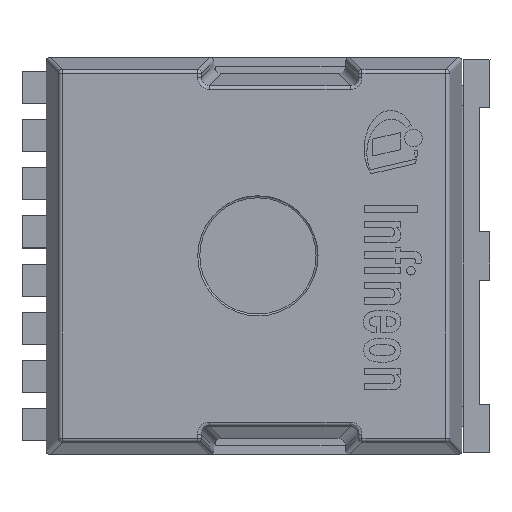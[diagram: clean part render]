
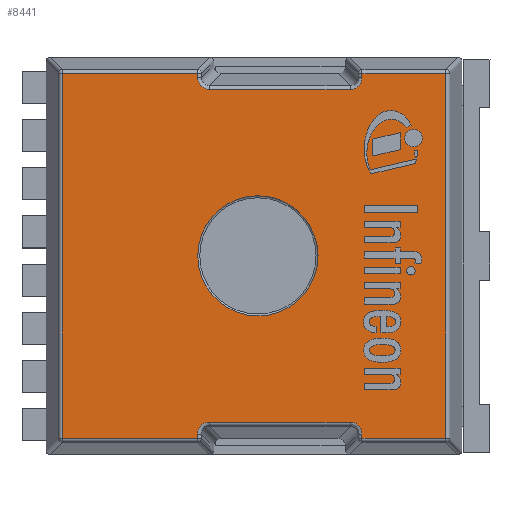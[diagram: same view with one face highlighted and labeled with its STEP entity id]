
A CAD part, top view. The second image highlights one B-rep face of the part: STEP entity #8441.
In plain terms, the highlighted planar face has unit normal (0, 0, 1).
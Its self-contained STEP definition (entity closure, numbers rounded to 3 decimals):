
#69=ELLIPSE('',#8952,0.309,0.3);
#72=ELLIPSE('',#8958,0.309,0.3);
#77=ELLIPSE('',#8988,0.309,0.3);
#79=ELLIPSE('',#8993,0.309,0.3);
#106=LINE('',#12480,#1005);
#109=LINE('',#12492,#1008);
#115=LINE('',#12570,#1014);
#121=LINE('',#12586,#1020);
#125=LINE('',#12612,#1024);
#128=LINE('',#12621,#1027);
#129=LINE('',#12656,#1028);
#131=LINE('',#12689,#1030);
#142=LINE('',#12717,#1041);
#143=LINE('',#12718,#1042);
#144=LINE('',#12720,#1043);
#145=LINE('',#12721,#1044);
#1005=VECTOR('',#9838,1.);
#1008=VECTOR('',#9849,1.);
#1014=VECTOR('',#9883,0.1);
#1020=VECTOR('',#9901,1.);
#1024=VECTOR('',#9929,1.);
#1027=VECTOR('',#9938,1.);
#1028=VECTOR('',#9949,1.);
#1030=VECTOR('',#9959,1.);
#1041=VECTOR('',#9990,1.);
#1042=VECTOR('',#9991,1.);
#1043=VECTOR('',#9992,1.);
#1044=VECTOR('',#9993,1.);
#1933=PLANE('',#9005);
#2401=FACE_BOUND('',#2946,.T.);
#2441=FACE_OUTER_BOUND('',#2945,.T.);
#2945=EDGE_LOOP('',(#5980,#5981,#5982,#5983,#5984,#5985,#5986,#5987,#5988,
#5989,#5990,#5991,#5992,#5993,#5994,#5995));
#2946=EDGE_LOOP('',(#5996));
#3423=CIRCLE('',#8939,1.5);
#3762=VERTEX_POINT('',#12462);
#3763=VERTEX_POINT('',#12466);
#3768=VERTEX_POINT('',#12479);
#3770=VERTEX_POINT('',#12485);
#3773=VERTEX_POINT('',#12490);
#3777=VERTEX_POINT('',#12557);
#3780=VERTEX_POINT('',#12564);
#3785=VERTEX_POINT('',#12585);
#3788=VERTEX_POINT('',#12592);
#3793=VERTEX_POINT('',#12605);
#3795=VERTEX_POINT('',#12611);
#3798=VERTEX_POINT('',#12619);
#3800=VERTEX_POINT('',#12648);
#3802=VERTEX_POINT('',#12654);
#3804=VERTEX_POINT('',#12684);
#3811=VERTEX_POINT('',#12716);
#3812=VERTEX_POINT('',#12719);
#4587=EDGE_CURVE('',#3762,#3762,#3423,.T.);
#4594=EDGE_CURVE('',#3763,#3768,#106,.T.);
#4600=EDGE_CURVE('',#3773,#3770,#109,.T.);
#4601=EDGE_CURVE('',#3768,#3773,#69,.T.);
#4609=EDGE_CURVE('',#3770,#3777,#72,.T.);
#4615=EDGE_CURVE('',#3777,#3780,#115,.T.);
#4623=EDGE_CURVE('',#3780,#3785,#121,.T.);
#4635=EDGE_CURVE('',#3793,#3795,#125,.T.);
#4640=EDGE_CURVE('',#3798,#3793,#128,.T.);
#4642=EDGE_CURVE('',#3800,#3798,#77,.T.);
#4645=EDGE_CURVE('',#3802,#3800,#129,.T.);
#4648=EDGE_CURVE('',#3804,#3802,#79,.T.);
#4650=EDGE_CURVE('',#3788,#3804,#131,.T.);
#4664=EDGE_CURVE('',#3811,#3763,#142,.T.);
#4665=EDGE_CURVE('',#3795,#3811,#143,.T.);
#4666=EDGE_CURVE('',#3812,#3788,#144,.T.);
#4667=EDGE_CURVE('',#3785,#3812,#145,.T.);
#5980=ORIENTED_EDGE('',*,*,#4594,.F.);
#5981=ORIENTED_EDGE('',*,*,#4664,.F.);
#5982=ORIENTED_EDGE('',*,*,#4665,.F.);
#5983=ORIENTED_EDGE('',*,*,#4635,.F.);
#5984=ORIENTED_EDGE('',*,*,#4640,.F.);
#5985=ORIENTED_EDGE('',*,*,#4642,.F.);
#5986=ORIENTED_EDGE('',*,*,#4645,.F.);
#5987=ORIENTED_EDGE('',*,*,#4648,.F.);
#5988=ORIENTED_EDGE('',*,*,#4650,.F.);
#5989=ORIENTED_EDGE('',*,*,#4666,.F.);
#5990=ORIENTED_EDGE('',*,*,#4667,.F.);
#5991=ORIENTED_EDGE('',*,*,#4623,.F.);
#5992=ORIENTED_EDGE('',*,*,#4615,.F.);
#5993=ORIENTED_EDGE('',*,*,#4609,.F.);
#5994=ORIENTED_EDGE('',*,*,#4600,.F.);
#5995=ORIENTED_EDGE('',*,*,#4601,.F.);
#5996=ORIENTED_EDGE('',*,*,#4587,.T.);
#8441=ADVANCED_FACE('',(#2441,#2401),#1933,.T.);
#8939=AXIS2_PLACEMENT_3D('',#12463,#9818,#9819);
#8952=AXIS2_PLACEMENT_3D('',#12518,#9850,#9851);
#8958=AXIS2_PLACEMENT_3D('',#12558,#9867,#9868);
#8988=AXIS2_PLACEMENT_3D('',#12650,#9941,#9942);
#8993=AXIS2_PLACEMENT_3D('',#12686,#9953,#9954);
#9005=AXIS2_PLACEMENT_3D('',#12715,#9988,#9989);
#9818=DIRECTION('center_axis',(0.,0.,-1.));
#9819=DIRECTION('ref_axis',(-1.,0.,0.));
#9838=DIRECTION('',(0.,-1.,0.));
#9849=DIRECTION('',(1.,0.,0.));
#9850=DIRECTION('center_axis',(0.,0.,1.));
#9851=DIRECTION('ref_axis',(-0.707,-0.707,0.));
#9867=DIRECTION('center_axis',(0.,0.,1.));
#9868=DIRECTION('ref_axis',(0.707,-0.707,0.));
#9883=DIRECTION('',(0.,1.,0.));
#9901=DIRECTION('',(1.,0.,0.));
#9929=DIRECTION('',(-1.,0.,0.));
#9938=DIRECTION('',(0.,-1.,0.));
#9941=DIRECTION('center_axis',(0.,0.,1.));
#9942=DIRECTION('ref_axis',(-0.707,0.707,0.));
#9949=DIRECTION('',(-1.,0.,0.));
#9953=DIRECTION('center_axis',(0.,0.,1.));
#9954=DIRECTION('ref_axis',(0.707,0.707,0.));
#9959=DIRECTION('',(0.,1.,0.));
#9988=DIRECTION('center_axis',(0.,0.,1.));
#9989=DIRECTION('ref_axis',(1.,0.,0.));
#9990=DIRECTION('',(1.,0.,0.));
#9991=DIRECTION('',(0.,1.,0.));
#9992=DIRECTION('',(-1.,0.,0.));
#9993=DIRECTION('',(0.,-1.,0.));
#12462=CARTESIAN_POINT('',(1.548,0.,2.3));
#12463=CARTESIAN_POINT('Origin',(0.048,0.,
2.3));
#12466=CARTESIAN_POINT('',(-1.459,4.549,2.3));
#12479=CARTESIAN_POINT('',(-1.459,4.444,2.3));
#12480=CARTESIAN_POINT('',(-1.459,2.475,2.3));
#12485=CARTESIAN_POINT('',(2.348,4.149,2.3));
#12490=CARTESIAN_POINT('',(-1.163,4.149,2.3));
#12492=CARTESIAN_POINT('',(-0.554,4.149,2.3));
#12518=CARTESIAN_POINT('Origin',(-1.154,4.453,2.3));
#12557=CARTESIAN_POINT('',(2.644,4.444,2.3));
#12558=CARTESIAN_POINT('Origin',(2.339,4.453,2.3));
#12564=CARTESIAN_POINT('',(2.644,4.549,2.3));
#12570=CARTESIAN_POINT('',(2.644,4.55,2.3));
#12585=CARTESIAN_POINT('',(4.736,4.549,2.3));
#12586=CARTESIAN_POINT('',(-2.644,4.549,2.3));
#12592=CARTESIAN_POINT('',(2.644,-4.549,2.3));
#12605=CARTESIAN_POINT('',(-1.459,-4.549,2.3));
#12611=CARTESIAN_POINT('',(-4.836,-4.549,2.3));
#12612=CARTESIAN_POINT('',(2.544,-4.549,2.3));
#12619=CARTESIAN_POINT('',(-1.459,-4.444,2.3));
#12621=CARTESIAN_POINT('',(-1.459,-2.475,2.3));
#12648=CARTESIAN_POINT('',(-1.163,-4.149,2.3));
#12650=CARTESIAN_POINT('Origin',(-1.154,-4.453,2.3));
#12654=CARTESIAN_POINT('',(2.348,-4.149,2.3));
#12656=CARTESIAN_POINT('',(-0.554,-4.149,2.3));
#12684=CARTESIAN_POINT('',(2.644,-4.444,2.3));
#12686=CARTESIAN_POINT('Origin',(2.339,-4.453,2.3));
#12689=CARTESIAN_POINT('',(2.644,-2.275,2.3));
#12715=CARTESIAN_POINT('Origin',(-0.05,0.,
2.3));
#12716=CARTESIAN_POINT('',(-4.836,4.549,2.3));
#12717=CARTESIAN_POINT('',(-2.644,4.549,2.3));
#12718=CARTESIAN_POINT('',(-4.836,-2.475,2.3));
#12719=CARTESIAN_POINT('',(4.736,-4.549,2.3));
#12720=CARTESIAN_POINT('',(2.544,-4.549,2.3));
#12721=CARTESIAN_POINT('',(4.736,2.475,2.3));
